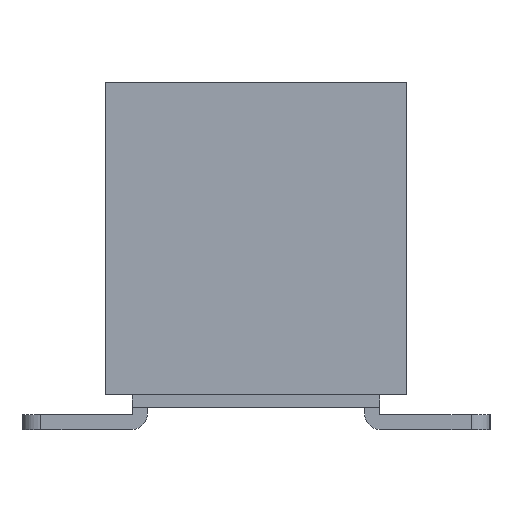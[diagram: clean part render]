
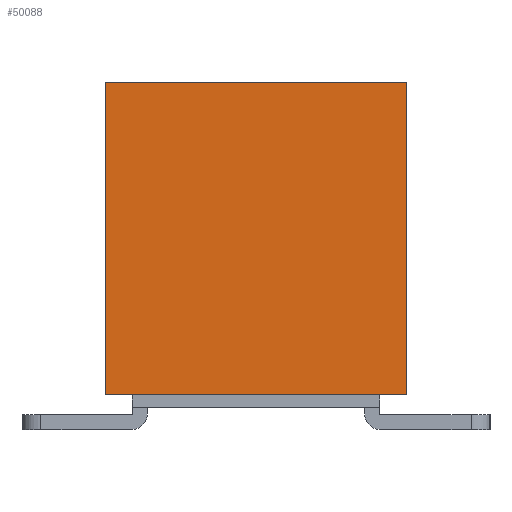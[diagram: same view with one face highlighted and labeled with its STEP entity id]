
A CAD part, front view. The second image highlights one B-rep face of the part: STEP entity #50088.
In plain terms, the highlighted face is planar.
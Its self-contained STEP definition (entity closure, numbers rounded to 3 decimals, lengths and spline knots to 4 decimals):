
#6500=LINE('',#85300,#11964);
#6504=LINE('',#85309,#11968);
#6510=LINE('',#85321,#11974);
#6511=LINE('',#85322,#11975);
#11964=VECTOR('',#68094,1000.);
#11968=VECTOR('',#68100,1000.);
#11974=VECTOR('',#68110,1000.);
#11975=VECTOR('',#68111,1000.);
#25945=ORIENTED_EDGE('',*,*,#33828,.F.);
#25946=ORIENTED_EDGE('',*,*,#33838,.F.);
#25947=ORIENTED_EDGE('',*,*,#33832,.T.);
#25948=ORIENTED_EDGE('',*,*,#33839,.T.);
#33828=EDGE_CURVE('',#38616,#38617,#6500,.T.);
#33832=EDGE_CURVE('',#38620,#38621,#6504,.T.);
#33838=EDGE_CURVE('',#38620,#38616,#6510,.T.);
#33839=EDGE_CURVE('',#38621,#38617,#6511,.T.);
#38616=VERTEX_POINT('',#85301);
#38617=VERTEX_POINT('',#85302);
#38620=VERTEX_POINT('',#85310);
#38621=VERTEX_POINT('',#85311);
#42757=EDGE_LOOP('',(#25945,#25946,#25947,#25948));
#45521=FACE_BOUND('',#42757,.T.);
#47389=PLANE('',#54563);
#50088=ADVANCED_FACE('',(#45521),#47389,.T.);
#54563=AXIS2_PLACEMENT_3D('',#85320,#68108,#68109);
#68094=DIRECTION('',(0.,0.,1.));
#68100=DIRECTION('',(0.,0.,1.));
#68108=DIRECTION('',(-1.,0.,0.));
#68109=DIRECTION('',(0.,0.,1.));
#68110=DIRECTION('',(0.,1.,0.));
#68111=DIRECTION('',(0.,1.,0.));
#85300=CARTESIAN_POINT('',(-16.25,2.,-2.07));
#85301=CARTESIAN_POINT('',(-16.25,2.,-2.07));
#85302=CARTESIAN_POINT('',(-16.25,2.,2.07));
#85309=CARTESIAN_POINT('',(-16.25,-2.,-2.07));
#85310=CARTESIAN_POINT('',(-16.25,-2.,-2.07));
#85311=CARTESIAN_POINT('',(-16.25,-2.,2.07));
#85320=CARTESIAN_POINT('',(-16.25,-2.,-2.07));
#85321=CARTESIAN_POINT('',(-16.25,-2.,-2.07));
#85322=CARTESIAN_POINT('',(-16.25,-2.,2.07));
